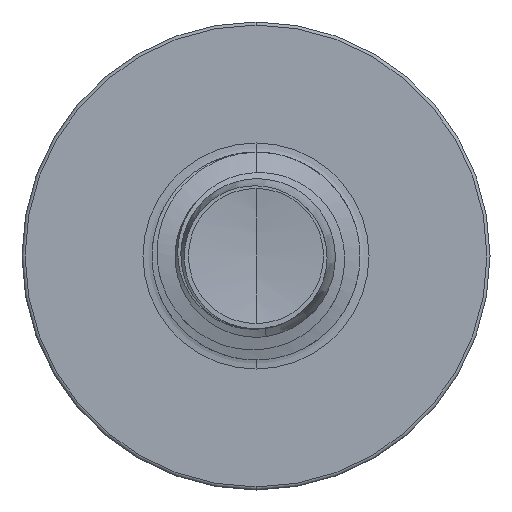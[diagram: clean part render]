
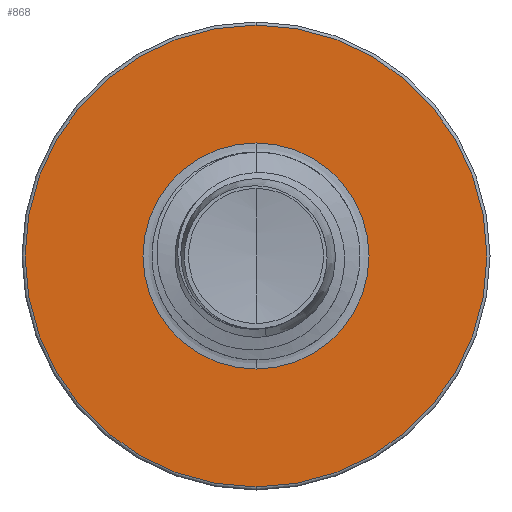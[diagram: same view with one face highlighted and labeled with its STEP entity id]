
A CAD part, front view. The second image highlights one B-rep face of the part: STEP entity #868.
In plain terms, the highlighted planar face has unit normal (0, -1, 0).
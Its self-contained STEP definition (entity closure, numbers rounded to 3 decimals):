
#137 = VERTEX_POINT ( 'NONE', #2882 ) ;
#407 = DIRECTION ( 'NONE',  ( 0., 0., 1. ) ) ;
#868 = ADVANCED_FACE ( 'NONE', ( #4672, #9072 ), #8666, .F. ) ;
#1046 = EDGE_LOOP ( 'NONE', ( #3067, #12330 ) ) ;
#1189 = DIRECTION ( 'NONE',  ( 0., 0., 1. ) ) ;
#2882 = CARTESIAN_POINT ( 'NONE',  ( 0., 6.5, -2.174 ) ) ;
#3067 = ORIENTED_EDGE ( 'NONE', *, *, #17692, .T. ) ;
#3077 = CARTESIAN_POINT ( 'NONE',  ( 0., 6.5, -4.44 ) ) ;
#3275 = CARTESIAN_POINT ( 'NONE',  ( 0., 6.5, 2.174 ) ) ;
#3292 = VERTEX_POINT ( 'NONE', #4357 ) ;
#3902 = AXIS2_PLACEMENT_3D ( 'NONE', #18227, #10580, #407 ) ;
#3940 = VERTEX_POINT ( 'NONE', #3275 ) ;
#4151 = EDGE_CURVE ( 'NONE', #137, #3940, #6013, .T. ) ;
#4357 = CARTESIAN_POINT ( 'NONE',  ( 0., 6.5, 4.44 ) ) ;
#4510 = VERTEX_POINT ( 'NONE', #3077 ) ;
#4672 = FACE_OUTER_BOUND ( 'NONE', #8848, .T. ) ;
#6013 = CIRCLE ( 'NONE', #6699, 2.174 ) ;
#6699 = AXIS2_PLACEMENT_3D ( 'NONE', #7792, #7775, #7753 ) ;
#6817 = ORIENTED_EDGE ( 'NONE', *, *, #15958, .F. ) ;
#7753 = DIRECTION ( 'NONE',  ( 0., 0., 1. ) ) ;
#7775 = DIRECTION ( 'NONE',  ( 0., 1., 0. ) ) ;
#7792 = CARTESIAN_POINT ( 'NONE',  ( 0., 6.5, 0. ) ) ;
#8081 = AXIS2_PLACEMENT_3D ( 'NONE', #16068, #16054, #16035 ) ;
#8666 = PLANE ( 'NONE',  #15355 ) ;
#8714 = CARTESIAN_POINT ( 'NONE',  ( 0., 6.5, -2.174 ) ) ;
#8848 = EDGE_LOOP ( 'NONE', ( #6817, #15859 ) ) ;
#8947 = DIRECTION ( 'NONE',  ( 0., 0., 1. ) ) ;
#8950 = DIRECTION ( 'NONE',  ( 0., 1., 0. ) ) ;
#9072 = FACE_BOUND ( 'NONE', #1046, .T. ) ;
#9208 = CIRCLE ( 'NONE', #18522, 2.174 ) ;
#9939 = CIRCLE ( 'NONE', #8081, 4.44 ) ;
#10129 = CIRCLE ( 'NONE', #3902, 4.44 ) ;
#10580 = DIRECTION ( 'NONE',  ( 0., 1., 0. ) ) ;
#10608 = EDGE_CURVE ( 'NONE', #4510, #3292, #9939, .T. ) ;
#11192 = DIRECTION ( 'NONE',  ( 0., 1., 0. ) ) ;
#12330 = ORIENTED_EDGE ( 'NONE', *, *, #4151, .T. ) ;
#15355 = AXIS2_PLACEMENT_3D ( 'NONE', #8714, #8950, #8947 ) ;
#15859 = ORIENTED_EDGE ( 'NONE', *, *, #10608, .F. ) ;
#15958 = EDGE_CURVE ( 'NONE', #3292, #4510, #10129, .T. ) ;
#16035 = DIRECTION ( 'NONE',  ( 0., 0., 1. ) ) ;
#16054 = DIRECTION ( 'NONE',  ( 0., 1., 0. ) ) ;
#16068 = CARTESIAN_POINT ( 'NONE',  ( 0., 6.5, 0. ) ) ;
#17692 = EDGE_CURVE ( 'NONE', #3940, #137, #9208, .T. ) ;
#18227 = CARTESIAN_POINT ( 'NONE',  ( 0., 6.5, 0. ) ) ;
#18522 = AXIS2_PLACEMENT_3D ( 'NONE', #18542, #11192, #1189 ) ;
#18542 = CARTESIAN_POINT ( 'NONE',  ( 0., 6.5, 0. ) ) ;
